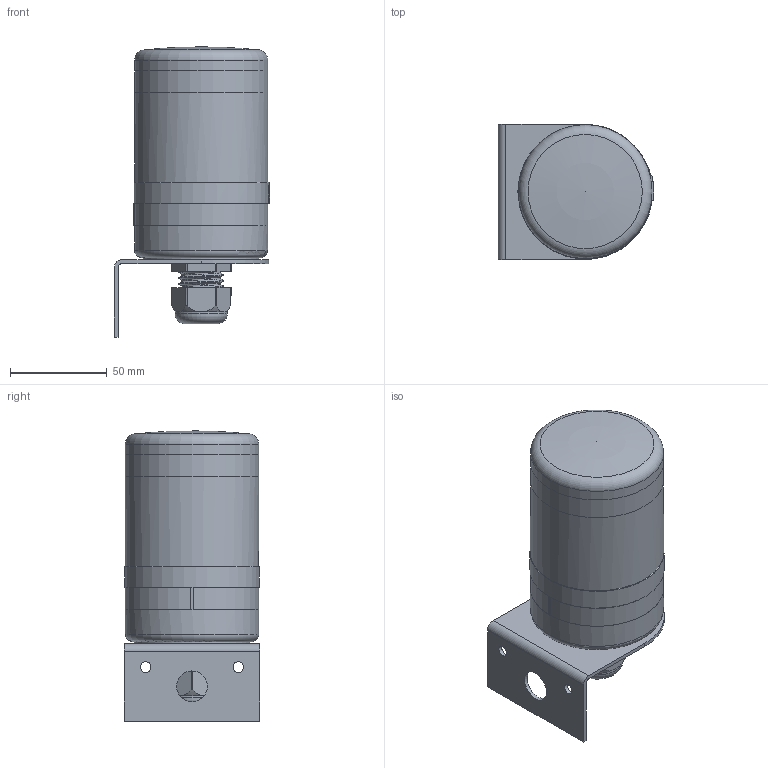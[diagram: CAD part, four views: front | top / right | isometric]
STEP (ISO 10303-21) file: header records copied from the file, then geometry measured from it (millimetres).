
FILE_DESCRIPTION(/* description */ (''),/* implementation_level */ '2;1');
FILE_NAME(/* name */ 'BMW_S01.stp',/* time_stamp */ '2013-04-05T12:29:19+02:00',/* author */ (''),/* organization */ (''),/* preprocessor_version */ 'ST-DEVELOPER v11',/* originating_system */ 'SIEMENS PLM Software NX 7.5',/* authorisation */ '');
FILE_SCHEMA (('AUTOMOTIVE_DESIGN { 1 0 10303 214 1 1 1 1 }'));
Length unit declared in the file: millimetre
Products named in the file (1): m.ne3963s294
Bounding box: 80.5 x 70 x 150.25 mm (x, y, z)
Volume: 490168.7 mm3; surface area: 100641.9 mm2
Topology: 9 solids, 9 shells, 334 faces, 814 edges, 536 vertices
Faces by surface type: cylinder 150, plane 138, cone 26, bspline 11, torus 8, sphere 1
Full cylindrical faces by diameter (mm): 1.9 x6, 4 x6, 4.5 x4, 5 x2, 5.5 x6, 9 x1, 11.5 x2, 14.4 x1, 14.5 x1, 16 x1, 17 x1, 20 x1, 21 x1, 23 x1, 25.2 x1, 26.2 x1, 27 x2, 28.2 x1, 35 x1, 60 x1, 61 x1, 63 x1, 63.6 x3, 64.6 x2, 64.8 x1, 66 x1, 67.5 x2, 69 x4, 69.5 x1
Entity records: 12722 total; most frequent: CARTESIAN_POINT 5184, DIRECTION 1581, ORIENTED_EDGE 1392, EDGE_CURVE 696, AXIS2_PLACEMENT_3D 648, VERTEX_POINT 499, EDGE_LOOP 489, ADVANCED_FACE 333
